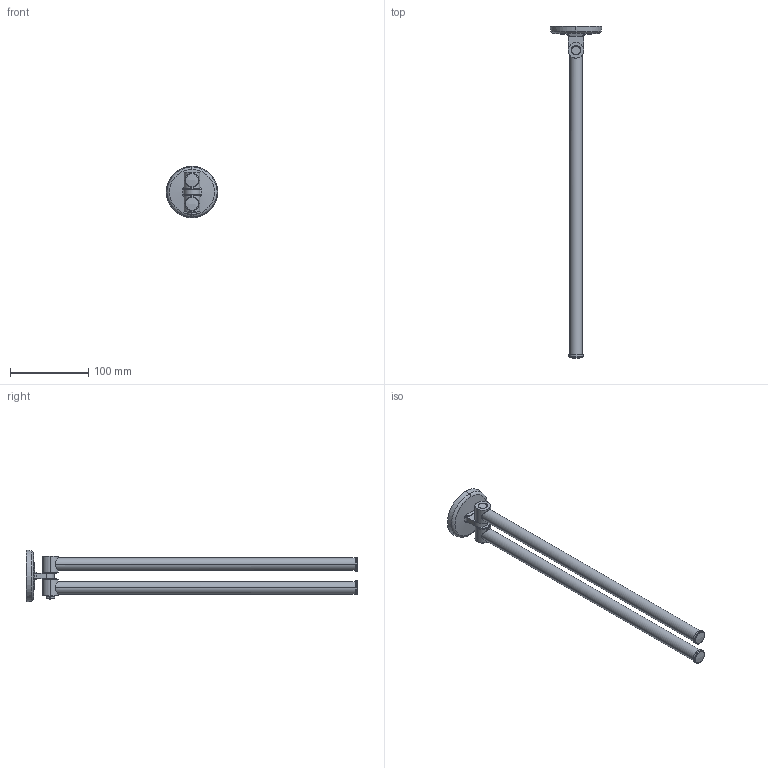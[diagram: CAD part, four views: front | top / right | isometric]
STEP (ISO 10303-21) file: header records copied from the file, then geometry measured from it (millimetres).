
FILE_DESCRIPTION((''),'2;1');
FILE_NAME('0322-16','2010-09-28T',('project'),(''),'PRO/ENGINEER BY PARAMETRIC TECHNOLOGY CORPORATION, 2009300','PRO/ENGINEER BY PARAMETRIC TECHNOLOGY CORPORATION, 2009300','');
FILE_SCHEMA(('CONFIG_CONTROL_DESIGN'));
Length unit declared in the file: inch
Products named in the file (1): 0322-16
Bounding box: 66 x 424.89 x 66 mm (x, y, z)
Volume: 62500.7 mm3; surface area: 90596.2 mm2
Topology: 1 solids, 11 shells, 365 faces, 943 edges, 598 vertices
Faces by surface type: cylinder 131, plane 124, cone 40, bspline 32, torus 25, sphere 13
Entity records: 13327 total; most frequent: CARTESIAN_POINT 4402, DIRECTION 1889, ORIENTED_EDGE 1870, EDGE_CURVE 935, AXIS2_PLACEMENT_3D 779, VERTEX_POINT 598, CIRCLE 446, EDGE_LOOP 397
